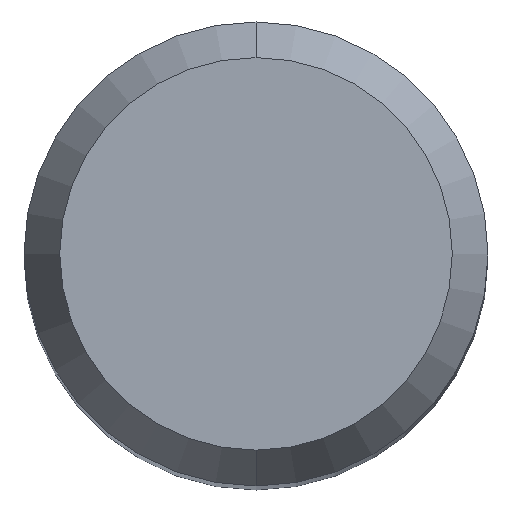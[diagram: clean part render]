
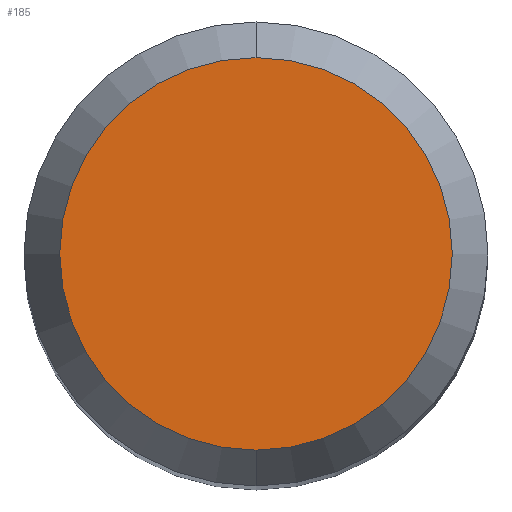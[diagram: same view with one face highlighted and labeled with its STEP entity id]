
A CAD part, top view. The second image highlights one B-rep face of the part: STEP entity #185.
In plain terms, the highlighted planar face has unit normal (0, 0, 1).
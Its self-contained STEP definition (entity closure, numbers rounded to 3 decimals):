
#185=ADVANCED_FACE('',(#465),#466,.T.);
#199=VERTEX_POINT('',#481);
#227=VERTEX_POINT('',#510);
#311=EDGE_CURVE('',#199,#227,#602,.T.);
#383=EDGE_CURVE('',#227,#199,#682,.T.);
#465=FACE_OUTER_BOUND('',#789,.T.);
#466=PLANE('',#790);
#481=CARTESIAN_POINT('',(0.,-2.538,29.584));
#510=CARTESIAN_POINT('',(0.0,2.538,29.584));
#602=CIRCLE('',#1143,2.538);
#682=CIRCLE('',#1271,2.538);
#789=EDGE_LOOP('',(#1380,#1381));
#790=AXIS2_PLACEMENT_3D('',#1382,#1383,#1384);
#1143=AXIS2_PLACEMENT_3D('',#1506,#1507,#1508);
#1271=AXIS2_PLACEMENT_3D('',#1618,#1619,#1620);
#1380=ORIENTED_EDGE('',*,*,#383,.F.);
#1381=ORIENTED_EDGE('',*,*,#311,.F.);
#1382=CARTESIAN_POINT('',(0.0,1.269,29.584));
#1383=DIRECTION('',(-0.0,0.0,1.0));
#1384=DIRECTION('',(0.0,-1.0,0.0));
#1506=CARTESIAN_POINT('',(0.0,0.0,29.584));
#1507=DIRECTION('',(0.0,0.0,-1.0));
#1508=DIRECTION('',(0.0,1.0,0.0));
#1618=CARTESIAN_POINT('',(0.0,0.0,29.584));
#1619=DIRECTION('',(0.0,0.0,-1.0));
#1620=DIRECTION('',(0.0,1.0,0.0));
